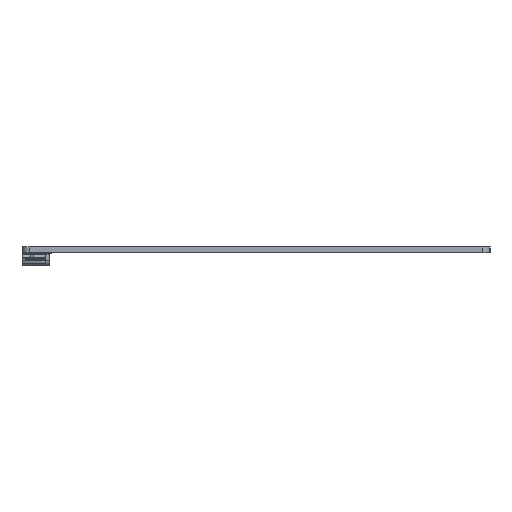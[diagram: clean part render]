
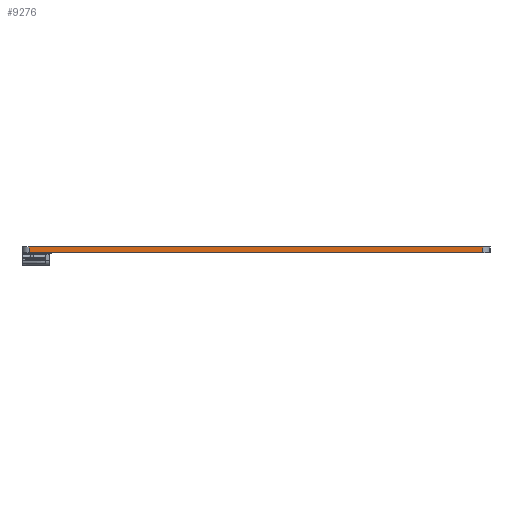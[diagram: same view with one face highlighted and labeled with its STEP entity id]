
A CAD part, left-side view. The second image highlights one B-rep face of the part: STEP entity #9276.
In plain terms, the highlighted planar face has unit normal (-1, 0, 0).
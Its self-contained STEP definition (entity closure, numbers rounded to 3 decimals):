
#9158 = EDGE_CURVE('',#9159,#9161,#9163,.T.);
#9159 = VERTEX_POINT('',#9160);
#9160 = CARTESIAN_POINT('',(-214.75,-60.515,0.));
#9161 = VERTEX_POINT('',#9162);
#9162 = CARTESIAN_POINT('',(-214.75,-60.515,1.6));
#9163 = SURFACE_CURVE('',#9164,(#9168,#9180),.PCURVE_S1.);
#9164 = LINE('',#9165,#9166);
#9165 = CARTESIAN_POINT('',(-214.75,-60.515,0.));
#9166 = VECTOR('',#9167,1.);
#9167 = DIRECTION('',(0.,0.,1.));
#9168 = PCURVE('',#9169,#9174);
#9169 = CYLINDRICAL_SURFACE('',#9170,2.);
#9170 = AXIS2_PLACEMENT_3D('',#9171,#9172,#9173);
#9171 = CARTESIAN_POINT('',(-212.75,-60.515,0.));
#9172 = DIRECTION('',(-0.,-0.,-1.));
#9173 = DIRECTION('',(1.,0.,-0.));
#9174 = DEFINITIONAL_REPRESENTATION('',(#9175),#9179);
#9175 = LINE('',#9176,#9177);
#9176 = CARTESIAN_POINT('',(-3.142,0.));
#9177 = VECTOR('',#9178,1.);
#9178 = DIRECTION('',(-0.,-1.));
#9179 = ( GEOMETRIC_REPRESENTATION_CONTEXT(2) 
PARAMETRIC_REPRESENTATION_CONTEXT() REPRESENTATION_CONTEXT('2D SPACE',''
  ) );
#9180 = PCURVE('',#9181,#9186);
#9181 = PLANE('',#9182);
#9182 = AXIS2_PLACEMENT_3D('',#9183,#9184,#9185);
#9183 = CARTESIAN_POINT('',(-214.75,-60.515,0.));
#9184 = DIRECTION('',(-1.,0.,0.));
#9185 = DIRECTION('',(0.,1.,0.));
#9186 = DEFINITIONAL_REPRESENTATION('',(#9187),#9191);
#9187 = LINE('',#9188,#9189);
#9188 = CARTESIAN_POINT('',(0.,0.));
#9189 = VECTOR('',#9190,1.);
#9190 = DIRECTION('',(0.,-1.));
#9191 = ( GEOMETRIC_REPRESENTATION_CONTEXT(2) 
PARAMETRIC_REPRESENTATION_CONTEXT() REPRESENTATION_CONTEXT('2D SPACE',''
  ) );
#9210 = PLANE('',#9211);
#9211 = AXIS2_PLACEMENT_3D('',#9212,#9213,#9214);
#9212 = CARTESIAN_POINT('',(0.,0.,1.6));
#9213 = DIRECTION('',(0.,0.,1.));
#9214 = DIRECTION('',(1.,0.,-0.));
#9265 = PLANE('',#9266);
#9266 = AXIS2_PLACEMENT_3D('',#9267,#9268,#9269);
#9267 = CARTESIAN_POINT('',(0.,0.,0.));
#9268 = DIRECTION('',(0.,0.,1.));
#9269 = DIRECTION('',(1.,0.,-0.));
#9276 = ADVANCED_FACE('',(#9277),#9181,.T.);
#9277 = FACE_BOUND('',#9278,.T.);
#9278 = EDGE_LOOP('',(#9279,#9280,#9303,#9331));
#9279 = ORIENTED_EDGE('',*,*,#9158,.T.);
#9280 = ORIENTED_EDGE('',*,*,#9281,.T.);
#9281 = EDGE_CURVE('',#9161,#9282,#9284,.T.);
#9282 = VERTEX_POINT('',#9283);
#9283 = CARTESIAN_POINT('',(-214.75,60.515,1.6));
#9284 = SURFACE_CURVE('',#9285,(#9289,#9296),.PCURVE_S1.);
#9285 = LINE('',#9286,#9287);
#9286 = CARTESIAN_POINT('',(-214.75,-60.515,1.6));
#9287 = VECTOR('',#9288,1.);
#9288 = DIRECTION('',(0.,1.,0.));
#9289 = PCURVE('',#9181,#9290);
#9290 = DEFINITIONAL_REPRESENTATION('',(#9291),#9295);
#9291 = LINE('',#9292,#9293);
#9292 = CARTESIAN_POINT('',(0.,-1.6));
#9293 = VECTOR('',#9294,1.);
#9294 = DIRECTION('',(1.,0.));
#9295 = ( GEOMETRIC_REPRESENTATION_CONTEXT(2) 
PARAMETRIC_REPRESENTATION_CONTEXT() REPRESENTATION_CONTEXT('2D SPACE',''
  ) );
#9296 = PCURVE('',#9210,#9297);
#9297 = DEFINITIONAL_REPRESENTATION('',(#9298),#9302);
#9298 = LINE('',#9299,#9300);
#9299 = CARTESIAN_POINT('',(-214.75,-60.515));
#9300 = VECTOR('',#9301,1.);
#9301 = DIRECTION('',(0.,1.));
#9302 = ( GEOMETRIC_REPRESENTATION_CONTEXT(2) 
PARAMETRIC_REPRESENTATION_CONTEXT() REPRESENTATION_CONTEXT('2D SPACE',''
  ) );
#9303 = ORIENTED_EDGE('',*,*,#9304,.F.);
#9304 = EDGE_CURVE('',#9305,#9282,#9307,.T.);
#9305 = VERTEX_POINT('',#9306);
#9306 = CARTESIAN_POINT('',(-214.75,60.515,0.));
#9307 = SURFACE_CURVE('',#9308,(#9312,#9319),.PCURVE_S1.);
#9308 = LINE('',#9309,#9310);
#9309 = CARTESIAN_POINT('',(-214.75,60.515,0.));
#9310 = VECTOR('',#9311,1.);
#9311 = DIRECTION('',(0.,0.,1.));
#9312 = PCURVE('',#9181,#9313);
#9313 = DEFINITIONAL_REPRESENTATION('',(#9314),#9318);
#9314 = LINE('',#9315,#9316);
#9315 = CARTESIAN_POINT('',(121.03,0.));
#9316 = VECTOR('',#9317,1.);
#9317 = DIRECTION('',(0.,-1.));
#9318 = ( GEOMETRIC_REPRESENTATION_CONTEXT(2) 
PARAMETRIC_REPRESENTATION_CONTEXT() REPRESENTATION_CONTEXT('2D SPACE',''
  ) );
#9319 = PCURVE('',#9320,#9325);
#9320 = CYLINDRICAL_SURFACE('',#9321,2.);
#9321 = AXIS2_PLACEMENT_3D('',#9322,#9323,#9324);
#9322 = CARTESIAN_POINT('',(-212.75,60.515,0.));
#9323 = DIRECTION('',(-0.,-0.,-1.));
#9324 = DIRECTION('',(1.,0.,-0.));
#9325 = DEFINITIONAL_REPRESENTATION('',(#9326),#9330);
#9326 = LINE('',#9327,#9328);
#9327 = CARTESIAN_POINT('',(-3.142,0.));
#9328 = VECTOR('',#9329,1.);
#9329 = DIRECTION('',(-0.,-1.));
#9330 = ( GEOMETRIC_REPRESENTATION_CONTEXT(2) 
PARAMETRIC_REPRESENTATION_CONTEXT() REPRESENTATION_CONTEXT('2D SPACE',''
  ) );
#9331 = ORIENTED_EDGE('',*,*,#9332,.F.);
#9332 = EDGE_CURVE('',#9159,#9305,#9333,.T.);
#9333 = SURFACE_CURVE('',#9334,(#9338,#9345),.PCURVE_S1.);
#9334 = LINE('',#9335,#9336);
#9335 = CARTESIAN_POINT('',(-214.75,-60.515,0.));
#9336 = VECTOR('',#9337,1.);
#9337 = DIRECTION('',(0.,1.,0.));
#9338 = PCURVE('',#9181,#9339);
#9339 = DEFINITIONAL_REPRESENTATION('',(#9340),#9344);
#9340 = LINE('',#9341,#9342);
#9341 = CARTESIAN_POINT('',(0.,0.));
#9342 = VECTOR('',#9343,1.);
#9343 = DIRECTION('',(1.,0.));
#9344 = ( GEOMETRIC_REPRESENTATION_CONTEXT(2) 
PARAMETRIC_REPRESENTATION_CONTEXT() REPRESENTATION_CONTEXT('2D SPACE',''
  ) );
#9345 = PCURVE('',#9265,#9346);
#9346 = DEFINITIONAL_REPRESENTATION('',(#9347),#9351);
#9347 = LINE('',#9348,#9349);
#9348 = CARTESIAN_POINT('',(-214.75,-60.515));
#9349 = VECTOR('',#9350,1.);
#9350 = DIRECTION('',(0.,1.));
#9351 = ( GEOMETRIC_REPRESENTATION_CONTEXT(2) 
PARAMETRIC_REPRESENTATION_CONTEXT() REPRESENTATION_CONTEXT('2D SPACE',''
  ) );
